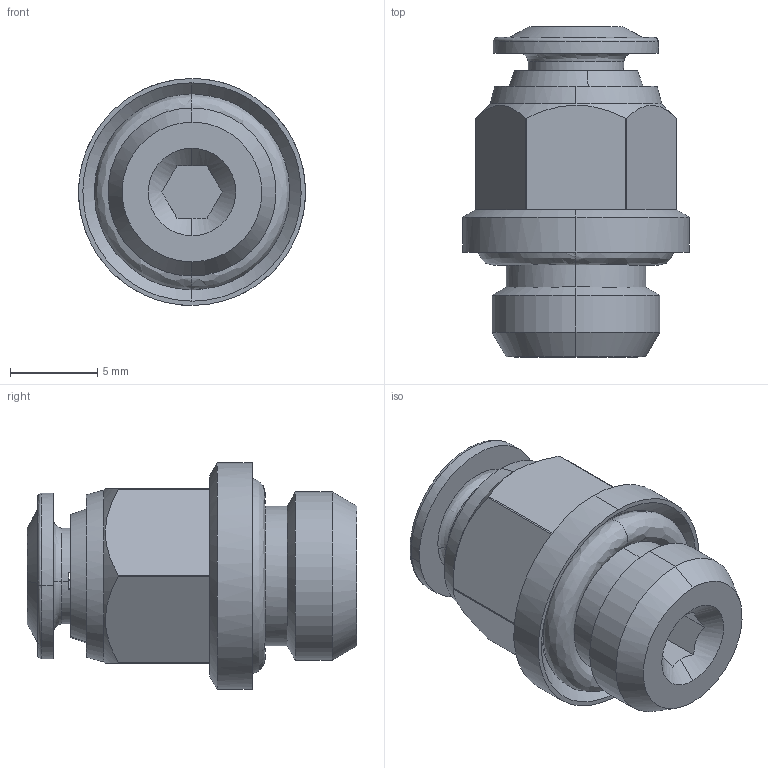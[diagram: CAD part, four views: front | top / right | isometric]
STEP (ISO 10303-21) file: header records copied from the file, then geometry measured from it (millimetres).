
FILE_DESCRIPTION (( 'STEP AP214' ), '1' );
FILE_NAME ('PC04-G01_ME.STEP', '2018-09-06T06:55:18', ( '' ), ( '' ), 'SwSTEP 2.0', 'SolidWorks 2018', '' );
FILE_SCHEMA (( 'AUTOMOTIVE_DESIGN' ));
Length unit declared in the file: millimetre
Products named in the file (1): PC04-G01_ME
Bounding box: 13 x 18.9 x 13 mm (x, y, z)
Volume: 1356.5 mm3; surface area: 1098 mm2
Topology: 1 solids, 1 shells, 82 faces, 202 edges, 128 vertices
Faces by surface type: bspline 82
Entity records: 3512 total; most frequent: CARTESIAN_POINT 2264, ORIENTED_EDGE 404, EDGE_CURVE 202, B_SPLINE_CURVE_WITH_KNOTS 151, VERTEX_POINT 128, EDGE_LOOP 92, FACE_OUTER_BOUND 82, ADVANCED_FACE 82
